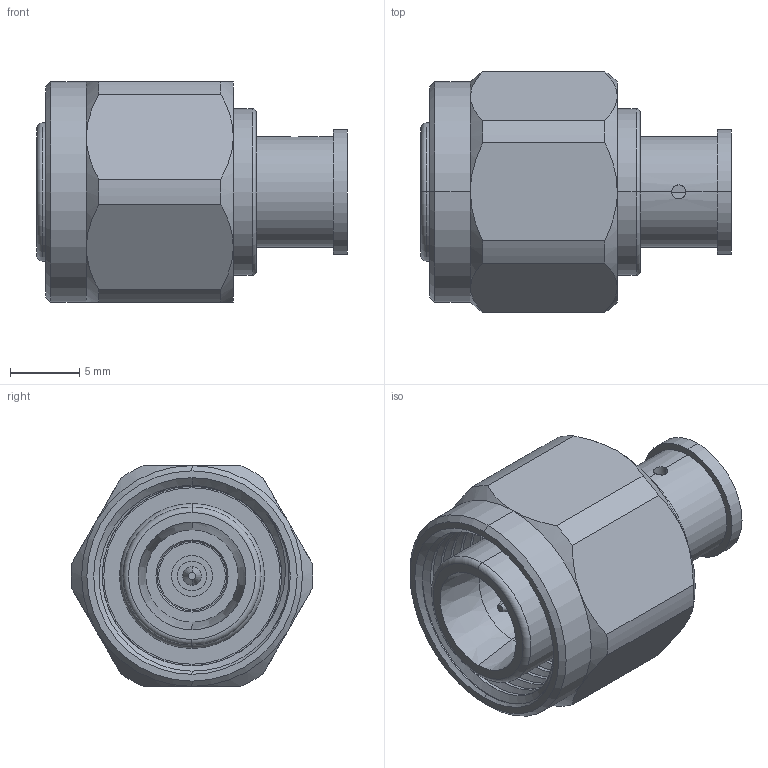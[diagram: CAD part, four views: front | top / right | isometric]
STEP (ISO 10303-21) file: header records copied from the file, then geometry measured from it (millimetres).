
FILE_DESCRIPTION (( 'STEP AP214' ), '1' );
FILE_NAME ('FMCN1713_3D.step', '2023-08-11T07:04:41', ( '' ), ( '' ), 'SwSTEP 2.0', 'SolidWorks 2022', '' );
FILE_SCHEMA (( 'AUTOMOTIVE_DESIGN' ));
Length unit declared in the file: inch
Products named in the file (1): FMCN1713_3D
Bounding box: 22.51 x 17.49 x 16 mm (x, y, z)
Volume: 2471.5 mm3; surface area: 2668.5 mm2
Topology: 1 solids, 1 shells, 103 faces, 240 edges, 150 vertices
Faces by surface type: cylinder 48, plane 22, cone 16, torus 14, bspline 3
Entity records: 4293 total; most frequent: CARTESIAN_POINT 1961, DIRECTION 493, ORIENTED_EDGE 480, EDGE_CURVE 240, AXIS2_PLACEMENT_3D 210, VERTEX_POINT 150, EDGE_LOOP 116, CIRCLE 109
